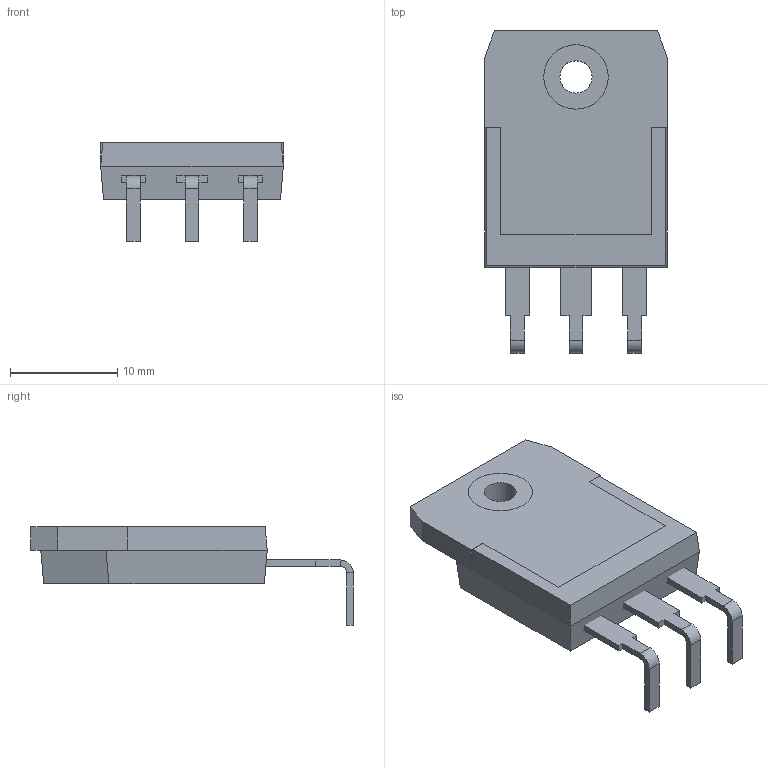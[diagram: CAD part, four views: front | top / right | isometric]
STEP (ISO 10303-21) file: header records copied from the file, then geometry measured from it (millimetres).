
FILE_DESCRIPTION(('STEP AP214'), '1');
FILE_NAME('SC-65-HF', '2017-03-25T12:11:43', ('Nobody'), (''), 'ASCON STEP Converter 1.3', 'ASCON Math Kernel', '');
FILE_SCHEMA(('AUTOMOTIVE_DESIGN { 1 0 10303 214 3 1 1}'));
Length unit declared in the file: millimetre
Bounding box: 17 x 30 x 9.18 mm (x, y, z)
Volume: 1779.2 mm3; surface area: 2017.6 mm2
Topology: 5 solids, 5 shells, 89 faces, 206 edges, 128 vertices
Faces by surface type: plane 80, cylinder 9
Full cylindrical faces by diameter (mm): 3 x1, 6 x2
Entity records: 3227 total; most frequent: CARTESIAN_POINT 421, ORIENTED_EDGE 406, DIRECTION 401, EDGE_CURVE 203, LINE 185, VECTOR 185, VERTEX_POINT 128, AXIS2_PLACEMENT_3D 108
